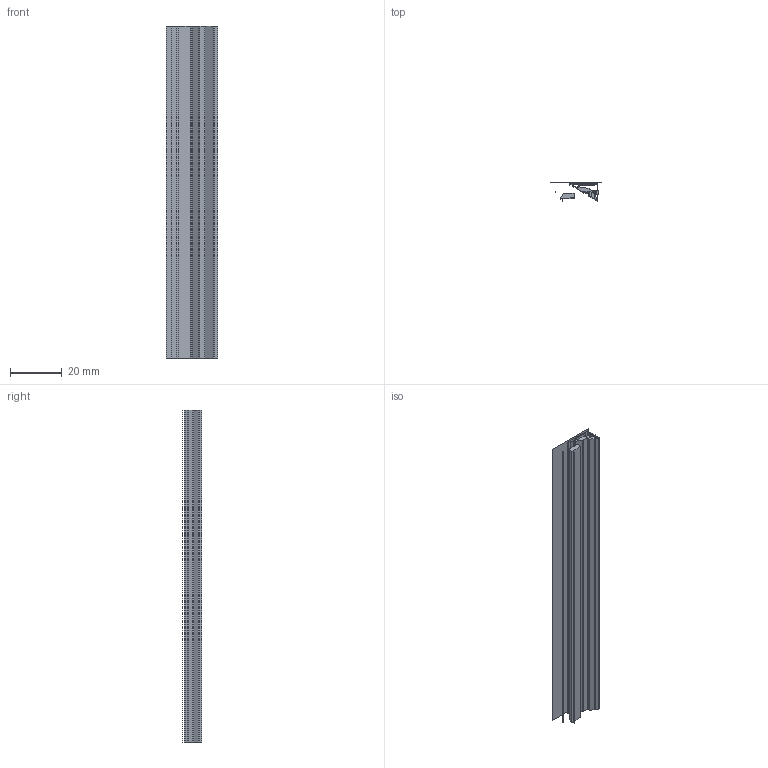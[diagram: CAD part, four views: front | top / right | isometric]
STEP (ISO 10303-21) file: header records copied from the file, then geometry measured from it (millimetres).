
FILE_DESCRIPTION(('eMachineShop Model'),'2;1');
FILE_NAME('drawing_02_1780080306.214.step', '2025-10-07T09:28:20',('eMachineShop'),('eMachineShop'), 'eMachineShop','eMachineShop','Unknown');
FILE_SCHEMA(('AUTOMOTIVE_DESIGN { 1 0 10303 214 1 1 1 1 }'));
Length unit declared in the file: millimetre
Products named in the file (60): eMachineShop; eMachineShop.1; eMachineShop.2; eMachineShop.3; eMachineShop.4; eMachineShop.5; eMachineShop.6; eMachineShop.7; eMachineShop.8; eMachineShop.9; eMachineShop.10; eMachineShop.11; eMachineShop.12; eMachineShop.13; eMachineShop.14; eMachineShop.15; eMachineShop.16; eMachineShop.17; eMachineShop.18; eMachineShop.19; eMachineShop.20; eMachineShop.21; eMachineShop.22; eMachineShop.23; eMachineShop.24; eMachineShop.25; eMachineShop.26; eMachineShop.27; eMachineShop.28; eMachineShop.29; eMachineShop.30; eMachineShop.31; eMachineShop.32; eMachineShop.33; eMachineShop.34; eMachineShop.35; eMachineShop.36; eMachineShop.37; eMachineShop.38; eMachineShop.38.1 ...
Assembly tree (59 placements, depth 4):
  eMachineShop
    eMachineShop.1
    eMachineShop.2
    eMachineShop.3
    eMachineShop.4
    eMachineShop.5
    eMachineShop.6
    eMachineShop.7
    eMachineShop.8
    eMachineShop.9
    eMachineShop.10
    eMachineShop.11
    eMachineShop.12
    eMachineShop.13
    eMachineShop.14
    eMachineShop.15
    eMachineShop.16
    eMachineShop.17
    eMachineShop.18
    eMachineShop.19
    eMachineShop.20
    eMachineShop.21
    eMachineShop.22
    eMachineShop.23
    eMachineShop.24
    eMachineShop.25
    eMachineShop.26
    eMachineShop.27
    eMachineShop.28
    eMachineShop.29
    eMachineShop.30
    eMachineShop.31
    eMachineShop.32
    eMachineShop.33
    eMachineShop.34
    eMachineShop.35
    eMachineShop.36
    eMachineShop.37
    eMachineShop.38
      eMachineShop.38.1
        eMachineShop.38.1.1
        eMachineShop.38.1.2
      eMachineShop.38.2
      eMachineShop.38.3
      eMachineShop.38.4
      eMachineShop.38.5
      eMachineShop.38.6
      eMachineShop.38.7
      eMachineShop.38.8
      eMachineShop.38.9
      eMachineShop.38.10
      eMachineShop.38.11
      eMachineShop.38.12
      eMachineShop.38.13
      eMachineShop.38.14
      eMachineShop.38.15
      eMachineShop.38.16
      eMachineShop.38.17
      eMachineShop.38.18
      eMachineShop.38.19
Bounding box: 19.76 x 7.48 x 128 mm (x, y, z)
Surface area: 24514.9 mm2 (no closed solid volume)
Topology: 0 solids, 51 shells, 124 faces, 416 edges, 309 vertices
Faces by surface type: plane 124
Entity records: 8948 total; most frequent: CARTESIAN_POINT 1429, DIRECTION 1304, LINE 936, VECTOR 936, ORIENTED_EDGE 520, PCURVE 520, DEFINITIONAL_REPRESENTATION 520, EDGE_CURVE 416
